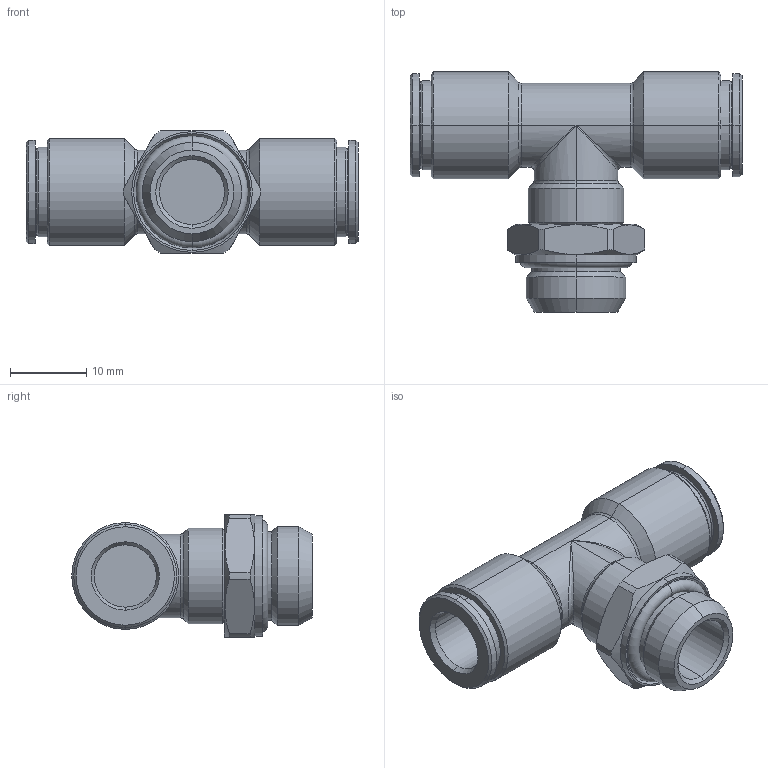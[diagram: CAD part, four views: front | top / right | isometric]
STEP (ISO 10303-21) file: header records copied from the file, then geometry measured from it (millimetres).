
FILE_DESCRIPTION (( 'STEP AP203' ), '1' );
FILE_NAME ('X0110042.STEP', '2010-10-20T09:32:42', ( '' ), ( 'sopra-pneumatic' ), 'SwSTEP 2.0', 'SolidWorks 2009', '' );
FILE_SCHEMA (( 'CONFIG_CONTROL_DESIGN' ));
Length unit declared in the file: millimetre
Products named in the file (1): X0110042
Bounding box: 43.51 x 31.5 x 16 mm (x, y, z)
Volume: 6084.3 mm3; surface area: 4762.3 mm2
Topology: 2 solids, 6 shells, 125 faces, 258 edges, 149 vertices
Faces by surface type: cylinder 47, cone 37, plane 21, torus 18, bspline 2
Entity records: 4104 total; most frequent: CARTESIAN_POINT 1368, DIRECTION 615, ORIENTED_EDGE 508, AXIS2_PLACEMENT_3D 266, EDGE_CURVE 254, VERTEX_POINT 149, CIRCLE 142, EDGE_LOOP 135
